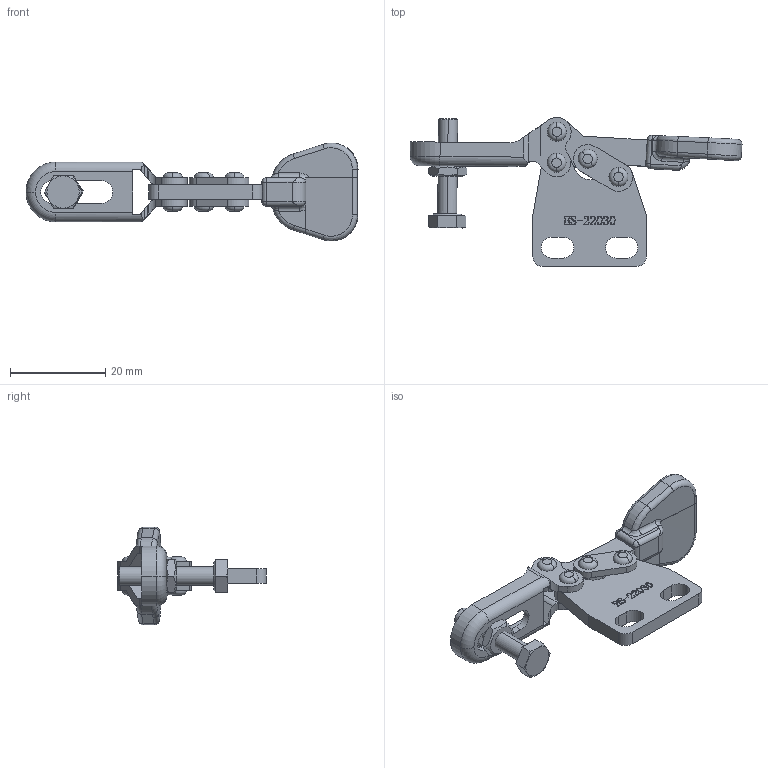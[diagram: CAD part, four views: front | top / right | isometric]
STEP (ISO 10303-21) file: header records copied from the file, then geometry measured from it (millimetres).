
FILE_DESCRIPTION (( 'STEP AP203' ), '1' );
FILE_NAME ('HS-22030 .STEP', '2019-10-05T06:12:22', ( '微软用户' ), ( '微软中国' ), 'SwSTEP 2.0', 'SolidWorks 2012', '' );
FILE_SCHEMA (( 'CONFIG_CONTROL_DESIGN' ));
Length unit declared in the file: millimetre
Products named in the file (8): HS-22030 ; 蟀裝; 忒參1; 眻菁釱; hex thin nuts-grades ab-chamfered gb_GB_FASTENER_NUT_STNAB M4-N; hexagon head bolts-full thread gb_GB_FASTENER_BOLT_STBAB A M4X20-N; 揤參; 种
Assembly tree (12 placements, depth 2):
  HS-22030 
    种  x4
    揤參
    hexagon head bolts-full thread gb_GB_FASTENER_BOLT_STBAB A M4X20-N
    hex thin nuts-grades ab-chamfered gb_GB_FASTENER_NUT_STNAB M4-N  x2
    眻菁釱
    忒參1
    蟀裝  x2
Bounding box: 69.75 x 31.3 x 20.58 mm (x, y, z)
Volume: 4829.5 mm3; surface area: 5565.6 mm2
Topology: 12 solids, 12 shells, 633 faces, 1660 edges, 1082 vertices
Faces by surface type: plane 291, bspline 161, cylinder 126, cone 26, torus 25, sphere 4
Entity records: 26724 total; most frequent: CARTESIAN_POINT 12448, ORIENTED_EDGE 3070, DIRECTION 2227, EDGE_CURVE 1535, VERTEX_POINT 1003, LINE 911, VECTOR 911, AXIS2_PLACEMENT_3D 658
